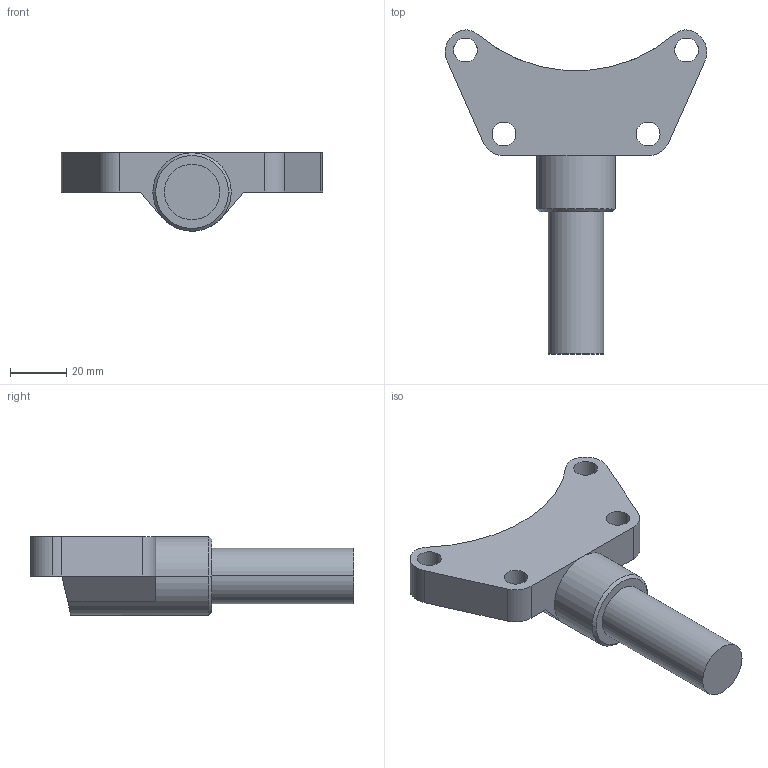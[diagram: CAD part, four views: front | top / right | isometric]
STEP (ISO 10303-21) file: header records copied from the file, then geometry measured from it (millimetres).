
FILE_DESCRIPTION (( 'STEP AP203' ), '1' );
FILE_NAME ('Pièce 3 m20x150 pas droit step.STEP', '2022-12-28T09:31:38', ( '' ), ( '' ), 'SwSTEP 2.0', 'SolidWorks 2014', '' );
FILE_SCHEMA (( 'CONFIG_CONTROL_DESIGN' ));
Length unit declared in the file: millimetre
Products named in the file (1): Pièce 3 m20x150 pas droit step
Bounding box: 93.36 x 115.7 x 28 mm (x, y, z)
Volume: 75234.5 mm3; surface area: 16168.9 mm2
Topology: 1 solids, 1 shells, 33 faces, 87 edges, 57 vertices
Faces by surface type: cylinder 20, plane 11, cone 2
Entity records: 1156 total; most frequent: CARTESIAN_POINT 207, DIRECTION 197, ORIENTED_EDGE 174, EDGE_CURVE 87, AXIS2_PLACEMENT_3D 79, VERTEX_POINT 57, CIRCLE 45, EDGE_LOOP 42
